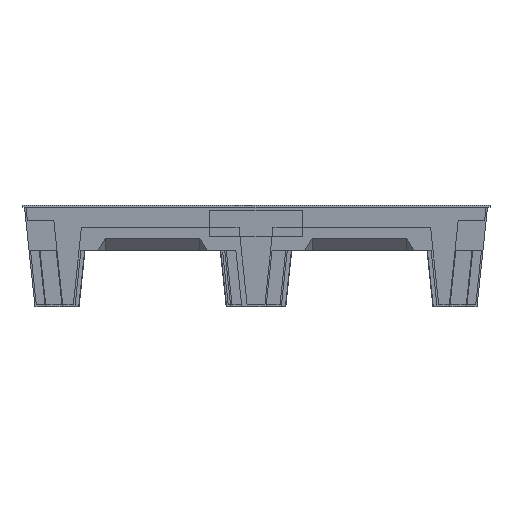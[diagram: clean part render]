
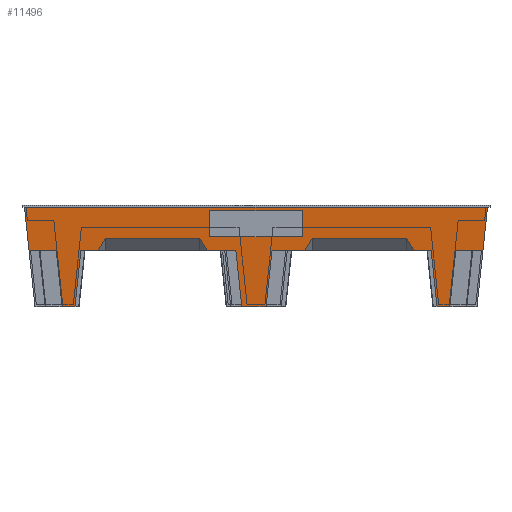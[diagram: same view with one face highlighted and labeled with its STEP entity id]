
A CAD part, front view. The second image highlights one B-rep face of the part: STEP entity #11496.
In plain terms, the highlighted planar face has unit normal (0, -0.995, -0.104).
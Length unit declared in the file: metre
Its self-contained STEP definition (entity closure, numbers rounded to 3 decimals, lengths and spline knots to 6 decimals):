
#2820=DIRECTION('',(1.,0.,0.));
#2821=VECTOR('',#2820,0.778733);
#2822=CARTESIAN_POINT('',(-0.389367,-0.465567,0.07239));
#2823=LINE('',#2822,#2821);
#3000=DIRECTION('',(-0.104,-0.104,0.989));
#3001=VECTOR('',#3000,0.073185);
#3002=CARTESIAN_POINT('',(-0.381758,-0.457958,0.));
#3003=LINE('',#3002,#3001);
#3004=DIRECTION('',(0.104,-0.104,0.989));
#3005=VECTOR('',#3004,0.073185);
#3006=CARTESIAN_POINT('',(0.381758,-0.457958,0.));
#3007=LINE('',#3006,#3005);
#3008=DIRECTION('',(1.,0.,0.));
#3009=VECTOR('',#3008,0.021494);
#3010=CARTESIAN_POINT('',(0.304528,-0.447947,-0.09525));
#3011=LINE('',#3010,#3009);
#3012=DIRECTION('',(0.104,-0.104,0.989));
#3013=VECTOR('',#3012,0.096295);
#3014=CARTESIAN_POINT('',(0.016948,-0.447947,-0.09525));
#3015=LINE('',#3014,#3013);
#3016=DIRECTION('',(1.,0.,0.));
#3017=VECTOR('',#3016,0.040869);
#3018=CARTESIAN_POINT('',(-0.023922,-0.447947,
-0.095251));
#3019=LINE('',#3018,#3017);
#3020=DIRECTION('',(0.104,0.104,-0.989));
#3021=VECTOR('',#3020,0.096295);
#3022=CARTESIAN_POINT('',(-0.03392,-0.457958,
-0.000001));
#3023=LINE('',#3022,#3021);
#3024=DIRECTION('',(1.,0.,0.));
#3025=VECTOR('',#3024,0.047652);
#3026=CARTESIAN_POINT('',(-0.081572,-0.457958,0.));
#3027=LINE('',#3026,#3025);
#3028=DIRECTION('',(0.533,0.088,-0.842));
#3029=VECTOR('',#3028,0.024489);
#3030=CARTESIAN_POINT('',(-0.094615,-0.460125,
0.020613));
#3031=LINE('',#3030,#3029);
#3032=DIRECTION('',(1.,0.,0.));
#3033=VECTOR('',#3032,0.158433);
#3034=CARTESIAN_POINT('',(-0.253048,-0.460125,0.020613));
#3035=LINE('',#3034,#3033);
#3036=DIRECTION('',(0.533,-0.088,0.842));
#3037=VECTOR('',#3036,0.024489);
#3038=CARTESIAN_POINT('',(-0.266091,-0.457958,0.));
#3039=LINE('',#3038,#3037);
#3040=DIRECTION('',(1.,0.,0.));
#3041=VECTOR('',#3040,0.028426);
#3042=CARTESIAN_POINT('',(-0.294517,-0.457958,0.));
#3043=LINE('',#3042,#3041);
#3044=DIRECTION('',(1.,0.,0.));
#3045=VECTOR('',#3044,0.021494);
#3046=CARTESIAN_POINT('',(-0.326022,-0.447947,-0.09525));
#3047=LINE('',#3046,#3045);
#3048=DIRECTION('',(0.104,0.104,-0.989));
#3049=VECTOR('',#3048,0.096296);
#3050=CARTESIAN_POINT('',(-0.336033,-0.457958,0.));
#3051=LINE('',#3050,#3049);
#3052=DIRECTION('',(1.,0.,0.));
#3053=VECTOR('',#3052,0.045725);
#3054=CARTESIAN_POINT('',(-0.381758,-0.457958,0.));
#3055=LINE('',#3054,#3053);
#3076=DIRECTION('',(-1.,0.,0.));
#3077=VECTOR('',#3076,0.045725);
#3078=CARTESIAN_POINT('',(0.381758,-0.457958,0.));
#3079=LINE('',#3078,#3077);
#3186=DIRECTION('',(-1.,0.,0.));
#3187=VECTOR('',#3186,0.054625);
#3188=CARTESIAN_POINT('',(0.081572,-0.457958,0.));
#3189=LINE('',#3188,#3187);
#3190=DIRECTION('',(-1.,0.,0.));
#3191=VECTOR('',#3190,0.028426);
#3192=CARTESIAN_POINT('',(0.294517,-0.457958,0.));
#3193=LINE('',#3192,#3191);
#3698=DIRECTION('',(-0.104,0.104,-0.989));
#3699=VECTOR('',#3698,0.096296);
#3700=CARTESIAN_POINT('',(-0.294517,-0.457958,0.));
#3701=LINE('',#3700,#3699);
#3982=DIRECTION('',(-0.533,0.088,-0.842));
#3983=VECTOR('',#3982,0.024489);
#3984=CARTESIAN_POINT('',(0.094615,-0.460125,
0.020613));
#3985=LINE('',#3984,#3983);
#3990=DIRECTION('',(-1.,0.,0.));
#3991=VECTOR('',#3990,0.158433);
#3992=CARTESIAN_POINT('',(0.253048,-0.460125,0.020613));
#3993=LINE('',#3992,#3991);
#4002=DIRECTION('',(-0.533,-0.088,0.842));
#4003=VECTOR('',#4002,0.024489);
#4004=CARTESIAN_POINT('',(0.266091,-0.457958,0.));
#4005=LINE('',#4004,#4003);
#4010=DIRECTION('',(-0.104,-0.104,0.989));
#4011=VECTOR('',#4010,0.096296);
#4012=CARTESIAN_POINT('',(0.304528,-0.447947,-0.09525));
#4013=LINE('',#4012,#4011);
#5142=DIRECTION('',(-0.104,0.104,-0.989));
#5143=VECTOR('',#5142,0.096296);
#5144=CARTESIAN_POINT('',(0.336033,-0.457958,0.));
#5145=LINE('',#5144,#5143);
#5162=DIRECTION('',(0.,-0.105,0.995));
#5163=VECTOR('',#5162,0.04445);
#5164=CARTESIAN_POINT('',(0.077788,-0.460325,0.022521));
#5165=LINE('',#5164,#5163);
#5182=DIRECTION('',(-1.,0.,0.));
#5183=VECTOR('',#5182,0.155575);
#5184=CARTESIAN_POINT('',(0.077788,-0.464971,0.066727));
#5185=LINE('',#5184,#5183);
#5186=DIRECTION('',(1.,0.,0.));
#5187=VECTOR('',#5186,0.155575);
#5188=CARTESIAN_POINT('',(-0.077788,-0.460325,0.022521));
#5189=LINE('',#5188,#5187);
#5198=DIRECTION('',(0.,0.105,-0.995));
#5199=VECTOR('',#5198,0.04445);
#5200=CARTESIAN_POINT('',(-0.077788,-0.464971,0.066727));
#5201=LINE('',#5200,#5199);
#5866=CARTESIAN_POINT('',(0.389367,-0.465567,0.07239));
#5868=VERTEX_POINT('',#5866);
#5872=CARTESIAN_POINT('',(-0.389367,-0.465567,0.07239));
#5873=VERTEX_POINT('',#5872);
#6018=CARTESIAN_POINT('',(-0.381758,-0.457958,0.));
#6020=VERTEX_POINT('',#6018);
#6139=CARTESIAN_POINT('',(-0.294517,-0.457958,0.));
#6140=CARTESIAN_POINT('',(-0.304528,-0.447947,-0.09525));
#6141=VERTEX_POINT('',#6139);
#6142=VERTEX_POINT('',#6140);
#6143=CARTESIAN_POINT('',(-0.336033,-0.457958,0.));
#6144=VERTEX_POINT('',#6143);
#6145=CARTESIAN_POINT('',(-0.326022,-0.447947,-0.09525));
#6146=VERTEX_POINT('',#6145);
#6147=CARTESIAN_POINT('',(-0.266091,-0.457958,0.));
#6148=VERTEX_POINT('',#6147);
#6149=CARTESIAN_POINT('',(-0.253048,-0.460125,0.020613));
#6150=VERTEX_POINT('',#6149);
#6151=CARTESIAN_POINT('',(-0.094615,-0.460125,
0.020613));
#6152=VERTEX_POINT('',#6151);
#6153=CARTESIAN_POINT('',(-0.081572,-0.457958,0.));
#6154=VERTEX_POINT('',#6153);
#6155=CARTESIAN_POINT('',(-0.03392,-0.457958,
-0.000001));
#6156=VERTEX_POINT('',#6155);
#6157=CARTESIAN_POINT('',(-0.023922,-0.447947,
-0.095251));
#6158=VERTEX_POINT('',#6157);
#6159=CARTESIAN_POINT('',(0.016948,-0.447947,-0.09525));
#6160=VERTEX_POINT('',#6159);
#6161=CARTESIAN_POINT('',(0.026946,-0.457958,0.));
#6162=VERTEX_POINT('',#6161);
#6163=CARTESIAN_POINT('',(0.081572,-0.457958,0.));
#6164=VERTEX_POINT('',#6163);
#6165=CARTESIAN_POINT('',(0.094615,-0.460125,
0.020613));
#6166=VERTEX_POINT('',#6165);
#6167=CARTESIAN_POINT('',(0.253048,-0.460125,0.020613));
#6168=VERTEX_POINT('',#6167);
#6169=CARTESIAN_POINT('',(0.266091,-0.457958,0.));
#6170=VERTEX_POINT('',#6169);
#6171=CARTESIAN_POINT('',(0.294517,-0.457958,0.));
#6172=VERTEX_POINT('',#6171);
#6173=CARTESIAN_POINT('',(0.304528,-0.447947,-0.09525));
#6174=VERTEX_POINT('',#6173);
#6175=CARTESIAN_POINT('',(0.326022,-0.447947,-0.09525));
#6176=VERTEX_POINT('',#6175);
#6177=CARTESIAN_POINT('',(0.336033,-0.457958,0.));
#6178=VERTEX_POINT('',#6177);
#6179=CARTESIAN_POINT('',(0.381758,-0.457958,0.));
#6180=VERTEX_POINT('',#6179);
#6181=CARTESIAN_POINT('',(0.077788,-0.460325,0.022521));
#6182=CARTESIAN_POINT('',(0.077788,-0.464971,0.066727));
#6183=VERTEX_POINT('',#6181);
#6184=VERTEX_POINT('',#6182);
#6185=CARTESIAN_POINT('',(-0.077788,-0.460325,0.022521));
#6186=VERTEX_POINT('',#6185);
#6187=CARTESIAN_POINT('',(-0.077788,-0.464971,0.066727));
#6188=VERTEX_POINT('',#6187);
#11435=CARTESIAN_POINT('',(-0.033015,-0.461963,0.0381));
#11436=DIRECTION('',(0.,-0.995,-0.105));
#11437=DIRECTION('',(0.,0.105,-0.995));
#11438=AXIS2_PLACEMENT_3D('',#11435,#11436,#11437);
#11439=PLANE('',#11438);
#11440=ORIENTED_EDGE('',*,*,#11196,.T.);
#11441=ORIENTED_EDGE('',*,*,#11293,.F.);
#11443=ORIENTED_EDGE('',*,*,#11442,.T.);
#11445=ORIENTED_EDGE('',*,*,#11444,.T.);
#11447=ORIENTED_EDGE('',*,*,#11446,.F.);
#11449=ORIENTED_EDGE('',*,*,#11448,.T.);
#11451=ORIENTED_EDGE('',*,*,#11450,.T.);
#11453=ORIENTED_EDGE('',*,*,#11452,.T.);
#11455=ORIENTED_EDGE('',*,*,#11454,.T.);
#11457=ORIENTED_EDGE('',*,*,#11456,.T.);
#11459=ORIENTED_EDGE('',*,*,#11458,.T.);
#11461=ORIENTED_EDGE('',*,*,#11460,.F.);
#11463=ORIENTED_EDGE('',*,*,#11462,.F.);
#11465=ORIENTED_EDGE('',*,*,#11464,.F.);
#11467=ORIENTED_EDGE('',*,*,#11466,.F.);
#11469=ORIENTED_EDGE('',*,*,#11468,.F.);
#11471=ORIENTED_EDGE('',*,*,#11470,.F.);
#11473=ORIENTED_EDGE('',*,*,#11472,.F.);
#11475=ORIENTED_EDGE('',*,*,#11474,.F.);
#11477=ORIENTED_EDGE('',*,*,#11476,.T.);
#11479=ORIENTED_EDGE('',*,*,#11478,.F.);
#11481=ORIENTED_EDGE('',*,*,#11480,.F.);
#11482=ORIENTED_EDGE('',*,*,#11421,.F.);
#11483=ORIENTED_EDGE('',*,*,#11411,.T.);
#11484=EDGE_LOOP('',(#11440,#11441,#11443,#11445,#11447,#11449,#11451,#11453,
#11455,#11457,#11459,#11461,#11463,#11465,#11467,#11469,#11471,#11473,#11475,
#11477,#11479,#11481,#11482,#11483));
#11485=FACE_OUTER_BOUND('',#11484,.F.);
#11487=ORIENTED_EDGE('',*,*,#11486,.T.);
#11489=ORIENTED_EDGE('',*,*,#11488,.T.);
#11491=ORIENTED_EDGE('',*,*,#11490,.T.);
#11493=ORIENTED_EDGE('',*,*,#11492,.T.);
#11494=EDGE_LOOP('',(#11487,#11489,#11491,#11493));
#11495=FACE_BOUND('',#11494,.F.);
#11496=ADVANCED_FACE('',(#11485,#11495),#11439,.T.);
#11196=EDGE_CURVE('',#5873,#5868,#2823,.T.);
#11293=EDGE_CURVE('',#6180,#5868,#3007,.T.);
#11411=EDGE_CURVE('',#6020,#5873,#3003,.T.);
#11421=EDGE_CURVE('',#6020,#6144,#3055,.T.);
#11442=EDGE_CURVE('',#6180,#6178,#3079,.T.);
#11444=EDGE_CURVE('',#6178,#6176,#5145,.T.);
#11446=EDGE_CURVE('',#6174,#6176,#3011,.T.);
#11448=EDGE_CURVE('',#6174,#6172,#4013,.T.);
#11450=EDGE_CURVE('',#6172,#6170,#3193,.T.);
#11452=EDGE_CURVE('',#6170,#6168,#4005,.T.);
#11454=EDGE_CURVE('',#6168,#6166,#3993,.T.);
#11456=EDGE_CURVE('',#6166,#6164,#3985,.T.);
#11458=EDGE_CURVE('',#6164,#6162,#3189,.T.);
#11460=EDGE_CURVE('',#6160,#6162,#3015,.T.);
#11462=EDGE_CURVE('',#6158,#6160,#3019,.T.);
#11464=EDGE_CURVE('',#6156,#6158,#3023,.T.);
#11466=EDGE_CURVE('',#6154,#6156,#3027,.T.);
#11468=EDGE_CURVE('',#6152,#6154,#3031,.T.);
#11470=EDGE_CURVE('',#6150,#6152,#3035,.T.);
#11472=EDGE_CURVE('',#6148,#6150,#3039,.T.);
#11474=EDGE_CURVE('',#6141,#6148,#3043,.T.);
#11476=EDGE_CURVE('',#6141,#6142,#3701,.T.);
#11478=EDGE_CURVE('',#6146,#6142,#3047,.T.);
#11480=EDGE_CURVE('',#6144,#6146,#3051,.T.);
#11486=EDGE_CURVE('',#6183,#6184,#5165,.T.);
#11488=EDGE_CURVE('',#6184,#6188,#5185,.T.);
#11490=EDGE_CURVE('',#6188,#6186,#5201,.T.);
#11492=EDGE_CURVE('',#6186,#6183,#5189,.T.);
